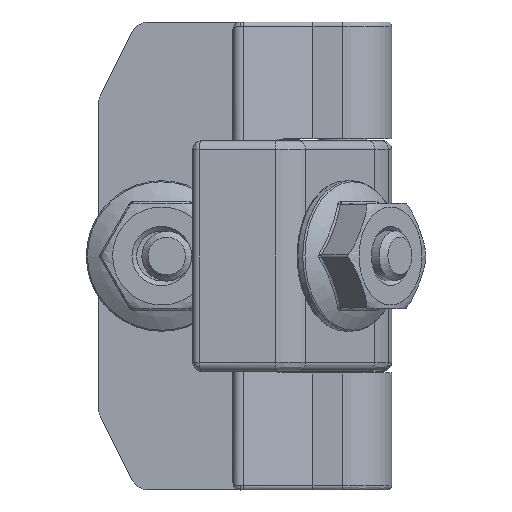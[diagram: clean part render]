
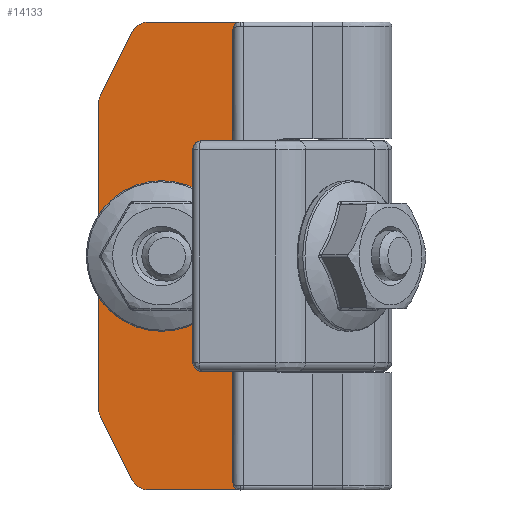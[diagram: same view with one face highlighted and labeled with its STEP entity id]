
A CAD part, left-side view. The second image highlights one B-rep face of the part: STEP entity #14133.
In plain terms, the highlighted planar face has unit normal (-1, 0, 0).
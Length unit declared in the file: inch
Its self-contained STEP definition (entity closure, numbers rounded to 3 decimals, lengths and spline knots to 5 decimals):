
#354 = EDGE_LOOP ( 'NONE', ( #7191, #23594, #2557, #22256, #4248, #1910, #11218, #22514, #16196, #17100 ) ) ;
#568 = VERTEX_POINT ( 'NONE', #3261 ) ;
#636 = DIRECTION ( 'NONE',  ( 1., 0., 0. ) ) ;
#644 = LINE ( 'NONE', #8464, #2753 ) ;
#1080 = CIRCLE ( 'NONE', #6710, 0.0625 ) ;
#1659 = VECTOR ( 'NONE', #14351, 39.37008 ) ;
#1719 = CIRCLE ( 'NONE', #13421, 0.0625 ) ;
#1765 = CARTESIAN_POINT ( 'NONE',  ( -0.09232, 0., 0. ) ) ;
#1835 = CARTESIAN_POINT ( 'NONE',  ( -0.09232, 0.61987, 1.4375 ) ) ;
#1910 = ORIENTED_EDGE ( 'NONE', *, *, #17424, .T. ) ;
#2200 = EDGE_CURVE ( 'NONE', #568, #17652, #1080, .T. ) ;
#2314 = DIRECTION ( 'NONE',  ( 0., 0., 1. ) ) ;
#2557 = ORIENTED_EDGE ( 'NONE', *, *, #9803, .T. ) ;
#2753 = VECTOR ( 'NONE', #12403, 39.37008 ) ;
#2887 = EDGE_CURVE ( 'NONE', #21696, #11586, #13909, .T. ) ;
#2931 = VERTEX_POINT ( 'NONE', #9973 ) ;
#3095 = DIRECTION ( 'NONE',  ( 0., 0., 1. ) ) ;
#3261 = CARTESIAN_POINT ( 'NONE',  ( -0.09232, 0.7769, 0.2368 ) ) ;
#3476 = CIRCLE ( 'NONE', #9076, 0.0625 ) ;
#3824 = CARTESIAN_POINT ( 'NONE',  ( -0.09232, 0.7769, 1.2632 ) ) ;
#3844 = DIRECTION ( 'NONE',  ( -1., 0., 0. ) ) ;
#4248 = ORIENTED_EDGE ( 'NONE', *, *, #5430, .T. ) ;
#4330 = EDGE_CURVE ( 'NONE', #15154, #17652, #18869, .T. ) ;
#4581 = CARTESIAN_POINT ( 'NONE',  ( -0.09232, 0.7835, 0.26475 ) ) ;
#4963 = PLANE ( 'NONE',  #7807 ) ;
#4995 = CARTESIAN_POINT ( 'NONE',  ( -0.09232, 0.67577, 1.46545 ) ) ;
#5186 = VECTOR ( 'NONE', #22927, 39.37008 ) ;
#5430 = EDGE_CURVE ( 'NONE', #14637, #20148, #11046, .T. ) ;
#5850 = DIRECTION ( 'NONE',  ( -1., 0., 0. ) ) ;
#6710 = AXIS2_PLACEMENT_3D ( 'NONE', #8530, #16235, #23937 ) ;
#7191 = ORIENTED_EDGE ( 'NONE', *, *, #20776, .T. ) ;
#7547 = VECTOR ( 'NONE', #9849, 39.37008 ) ;
#7807 = AXIS2_PLACEMENT_3D ( 'NONE', #12685, #20329, #3095 ) ;
#8037 = CARTESIAN_POINT ( 'NONE',  ( -0.09232, 0.61987, 1.5 ) ) ;
#8207 = AXIS2_PLACEMENT_3D ( 'NONE', #18565, #24152, #20449 ) ;
#8464 = CARTESIAN_POINT ( 'NONE',  ( -0.09232, 0.2735, 0. ) ) ;
#8530 = CARTESIAN_POINT ( 'NONE',  ( -0.09232, 0.721, 0.26475 ) ) ;
#9076 = AXIS2_PLACEMENT_3D ( 'NONE', #1835, #3844, #11504 ) ;
#9562 = CARTESIAN_POINT ( 'NONE',  ( -0.09232, 0.7835, 1.23525 ) ) ;
#9645 = VERTEX_POINT ( 'NONE', #21519 ) ;
#9803 = EDGE_CURVE ( 'NONE', #9645, #11301, #15133, .T. ) ;
#9849 = DIRECTION ( 'NONE',  ( 0., 0.447, -0.894 ) ) ;
#9973 = CARTESIAN_POINT ( 'NONE',  ( -0.09232, 0.67577, 0.03455 ) ) ;
#10520 = FACE_OUTER_BOUND ( 'NONE', #354, .T. ) ;
#11046 = LINE ( 'NONE', #16229, #1659 ) ;
#11218 = ORIENTED_EDGE ( 'NONE', *, *, #2887, .T. ) ;
#11301 = VERTEX_POINT ( 'NONE', #18842 ) ;
#11504 = DIRECTION ( 'NONE',  ( 0., 0., 1. ) ) ;
#11586 = VERTEX_POINT ( 'NONE', #3824 ) ;
#11666 = CARTESIAN_POINT ( 'NONE',  ( -0.09232, 0.2735, 1.5 ) ) ;
#12403 = DIRECTION ( 'NONE',  ( 0., 0., 1. ) ) ;
#12685 = CARTESIAN_POINT ( 'NONE',  ( -0.09232, 0., 0. ) ) ;
#13421 = AXIS2_PLACEMENT_3D ( 'NONE', #17436, #5850, #17806 ) ;
#13690 = EDGE_CURVE ( 'NONE', #15154, #11586, #20673, .T. ) ;
#13909 = LINE ( 'NONE', #23356, #7547 ) ;
#14133 = ADVANCED_FACE ( 'NONE', ( #23780, #10520 ), #4963, .T. ) ;
#14351 = DIRECTION ( 'NONE',  ( 0., 1., 0. ) ) ;
#14465 = EDGE_LOOP ( 'NONE', ( #16394 ) ) ;
#14637 = VERTEX_POINT ( 'NONE', #11666 ) ;
#15133 = LINE ( 'NONE', #1765, #21765 ) ;
#15154 = VERTEX_POINT ( 'NONE', #9562 ) ;
#15633 = VECTOR ( 'NONE', #21819, 39.37008 ) ;
#15802 = CARTESIAN_POINT ( 'NONE',  ( -0.09232, 0.5635, 0.75 ) ) ;
#16114 = AXIS2_PLACEMENT_3D ( 'NONE', #15802, #636, #2314 ) ;
#16196 = ORIENTED_EDGE ( 'NONE', *, *, #4330, .T. ) ;
#16229 = CARTESIAN_POINT ( 'NONE',  ( -0.09232, 0., 1.5 ) ) ;
#16235 = DIRECTION ( 'NONE',  ( 1., 0., 0. ) ) ;
#16394 = ORIENTED_EDGE ( 'NONE', *, *, #24788, .T. ) ;
#16499 = CIRCLE ( 'NONE', #16114, 0.13 ) ;
#17100 = ORIENTED_EDGE ( 'NONE', *, *, #2200, .F. ) ;
#17424 = EDGE_CURVE ( 'NONE', #20148, #21696, #3476, .T. ) ;
#17436 = CARTESIAN_POINT ( 'NONE',  ( -0.09232, 0.61987, 0.0625 ) ) ;
#17652 = VERTEX_POINT ( 'NONE', #4581 ) ;
#17806 = DIRECTION ( 'NONE',  ( 0., 0., -1. ) ) ;
#17897 = LINE ( 'NONE', #23733, #15633 ) ;
#18565 = CARTESIAN_POINT ( 'NONE',  ( -0.09232, 0.721, 1.23525 ) ) ;
#18666 = VERTEX_POINT ( 'NONE', #20424 ) ;
#18842 = CARTESIAN_POINT ( 'NONE',  ( -0.09232, 0.2735, 0. ) ) ;
#18869 = LINE ( 'NONE', #23179, #5186 ) ;
#18874 = EDGE_CURVE ( 'NONE', #11301, #14637, #644, .T. ) ;
#20148 = VERTEX_POINT ( 'NONE', #8037 ) ;
#20329 = DIRECTION ( 'NONE',  ( -1., 0., 0. ) ) ;
#20424 = CARTESIAN_POINT ( 'NONE',  ( -0.09232, 0.5635, 0.88 ) ) ;
#20449 = DIRECTION ( 'NONE',  ( 0., 0., -1. ) ) ;
#20673 = CIRCLE ( 'NONE', #8207, 0.0625 ) ;
#20776 = EDGE_CURVE ( 'NONE', #568, #2931, #17897, .T. ) ;
#21519 = CARTESIAN_POINT ( 'NONE',  ( -0.09232, 0.61987, 0. ) ) ;
#21696 = VERTEX_POINT ( 'NONE', #4995 ) ;
#21765 = VECTOR ( 'NONE', #22816, 39.37008 ) ;
#21819 = DIRECTION ( 'NONE',  ( 0., -0.447, -0.894 ) ) ;
#22256 = ORIENTED_EDGE ( 'NONE', *, *, #18874, .T. ) ;
#22514 = ORIENTED_EDGE ( 'NONE', *, *, #13690, .F. ) ;
#22816 = DIRECTION ( 'NONE',  ( 0., -1., 0. ) ) ;
#22927 = DIRECTION ( 'NONE',  ( 0., 0., -1. ) ) ;
#23179 = CARTESIAN_POINT ( 'NONE',  ( -0.09232, 0.7835, 0. ) ) ;
#23356 = CARTESIAN_POINT ( 'NONE',  ( -0.09232, 0.67577, 1.46545 ) ) ;
#23594 = ORIENTED_EDGE ( 'NONE', *, *, #23881, .T. ) ;
#23733 = CARTESIAN_POINT ( 'NONE',  ( -0.09232, 0.7769, 0.2368 ) ) ;
#23780 = FACE_BOUND ( 'NONE', #14465, .T. ) ;
#23881 = EDGE_CURVE ( 'NONE', #2931, #9645, #1719, .T. ) ;
#23937 = DIRECTION ( 'NONE',  ( 0., 0., -1. ) ) ;
#24152 = DIRECTION ( 'NONE',  ( 1., 0., 0. ) ) ;
#24788 = EDGE_CURVE ( 'NONE', #18666, #18666, #16499, .T. ) ;
